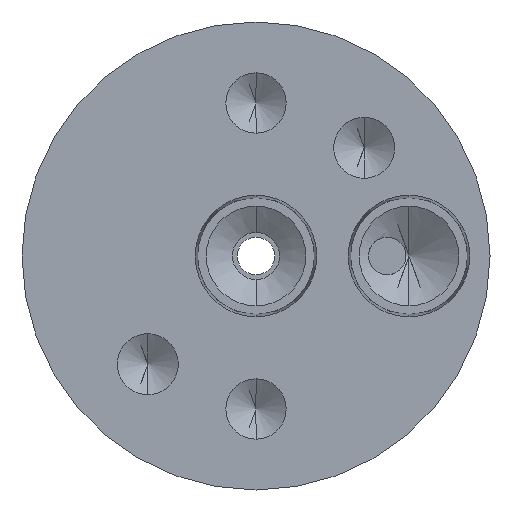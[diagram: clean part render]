
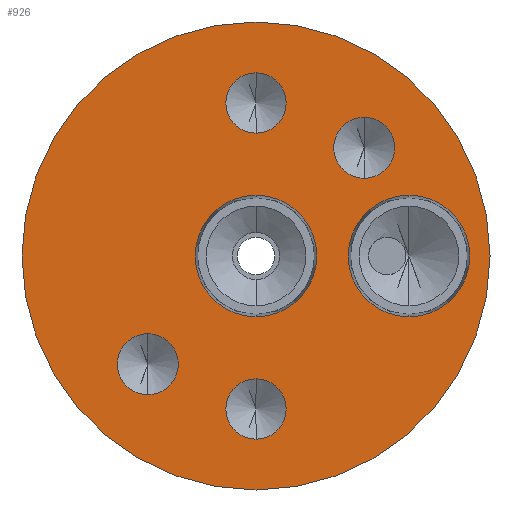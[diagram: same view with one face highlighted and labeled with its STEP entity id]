
A CAD part, front view. The second image highlights one B-rep face of the part: STEP entity #926.
In plain terms, the highlighted planar face has unit normal (0, -1, 0).
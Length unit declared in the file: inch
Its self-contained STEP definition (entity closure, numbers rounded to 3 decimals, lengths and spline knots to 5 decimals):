
#30 = DIRECTION ( 'NONE',  ( 0., -1., 0. ) ) ;
#73 = CIRCLE ( 'NONE', #2401, 0.10156 ) ;
#108 = EDGE_CURVE ( 'NONE', #1203, #2244, #1211, .T. ) ;
#111 = DIRECTION ( 'NONE',  ( 0., 0., -1. ) ) ;
#152 = ORIENTED_EDGE ( 'NONE', *, *, #108, .F. ) ;
#154 = DIRECTION ( 'NONE',  ( 0., -1., 0. ) ) ;
#155 = CARTESIAN_POINT ( 'NONE',  ( 0.51, -0.625, -0.2025 ) ) ;
#220 = DIRECTION ( 'NONE',  ( 0., 0., -1. ) ) ;
#226 = DIRECTION ( 'NONE',  ( 0., -1., 0. ) ) ;
#229 = DIRECTION ( 'NONE',  ( 0., -1., 0. ) ) ;
#232 = ORIENTED_EDGE ( 'NONE', *, *, #1339, .F. ) ;
#243 = CARTESIAN_POINT ( 'NONE',  ( 0., -0.625, 0.4095 ) ) ;
#247 = EDGE_LOOP ( 'NONE', ( #232, #481 ) ) ;
#307 = VERTEX_POINT ( 'NONE', #1809 ) ;
#334 = DIRECTION ( 'NONE',  ( 0., 0., 1. ) ) ;
#347 = ORIENTED_EDGE ( 'NONE', *, *, #1533, .F. ) ;
#366 = EDGE_LOOP ( 'NONE', ( #2155, #2668 ) ) ;
#402 = CARTESIAN_POINT ( 'NONE',  ( 0., -0.625, 0.51 ) ) ;
#425 = CARTESIAN_POINT ( 'NONE',  ( 0.36062, -0.625, 0.46219 ) ) ;
#477 = VERTEX_POINT ( 'NONE', #425 ) ;
#481 = ORIENTED_EDGE ( 'NONE', *, *, #2700, .F. ) ;
#515 = CARTESIAN_POINT ( 'NONE',  ( 0.36062, -0.625, 0.25906 ) ) ;
#546 = AXIS2_PLACEMENT_3D ( 'NONE', #716, #2796, #2035 ) ;
#578 = ORIENTED_EDGE ( 'NONE', *, *, #2830, .F. ) ;
#621 = EDGE_LOOP ( 'NONE', ( #1491, #347 ) ) ;
#643 = ORIENTED_EDGE ( 'NONE', *, *, #2292, .F. ) ;
#664 = CARTESIAN_POINT ( 'NONE',  ( 0., -0.625, -0.51 ) ) ;
#672 = CARTESIAN_POINT ( 'NONE',  ( 0., -0.625, 0.2025 ) ) ;
#687 = DIRECTION ( 'NONE',  ( 0., 0., -1. ) ) ;
#716 = CARTESIAN_POINT ( 'NONE',  ( 0.36062, -0.625, 0.36062 ) ) ;
#806 = EDGE_CURVE ( 'NONE', #1377, #2896, #3253, .T. ) ;
#836 = CARTESIAN_POINT ( 'NONE',  ( 0.36062, -0.625, 0.36062 ) ) ;
#860 = CARTESIAN_POINT ( 'NONE',  ( 0., -0.625, -0.6105 ) ) ;
#882 = EDGE_CURVE ( 'NONE', #2896, #1377, #1999, .T. ) ;
#892 = ORIENTED_EDGE ( 'NONE', *, *, #806, .F. ) ;
#918 = FACE_BOUND ( 'NONE', #621, .T. ) ;
#920 = DIRECTION ( 'NONE',  ( 0., 0., -1. ) ) ;
#926 = ADVANCED_FACE ( 'NONE', ( #918, #1940, #2674, #2981, #1627, #2813, #3019 ), #1764, .T. ) ;
#941 = AXIS2_PLACEMENT_3D ( 'NONE', #2542, #154, #1985 ) ;
#966 = EDGE_CURVE ( 'NONE', #1520, #477, #2212, .T. ) ;
#999 = CARTESIAN_POINT ( 'NONE',  ( -0.36062, -0.625, -0.36062 ) ) ;
#1039 = EDGE_LOOP ( 'NONE', ( #578, #3077 ) ) ;
#1065 = DIRECTION ( 'NONE',  ( 0., 1., 0. ) ) ;
#1154 = EDGE_CURVE ( 'NONE', #2958, #2571, #1193, .T. ) ;
#1156 = DIRECTION ( 'NONE',  ( 0., -1., 0. ) ) ;
#1164 = ORIENTED_EDGE ( 'NONE', *, *, #882, .F. ) ;
#1171 = DIRECTION ( 'NONE',  ( 0., -1., 0. ) ) ;
#1193 = CIRCLE ( 'NONE', #2343, 0.78 ) ;
#1203 = VERTEX_POINT ( 'NONE', #3067 ) ;
#1204 = CARTESIAN_POINT ( 'NONE',  ( 0., -0.625, -0.2025 ) ) ;
#1211 = CIRCLE ( 'NONE', #2730, 0.1005 ) ;
#1216 = CARTESIAN_POINT ( 'NONE',  ( -0.78, -0.625, 0. ) ) ;
#1246 = CARTESIAN_POINT ( 'NONE',  ( 0., -0.625, 0.51 ) ) ;
#1263 = CIRCLE ( 'NONE', #2943, 0.1005 ) ;
#1275 = CARTESIAN_POINT ( 'NONE',  ( 0., -0.625, -0.51 ) ) ;
#1295 = DIRECTION ( 'NONE',  ( 0., -1., 0. ) ) ;
#1321 = AXIS2_PLACEMENT_3D ( 'NONE', #2329, #3167, #2612 ) ;
#1339 = EDGE_CURVE ( 'NONE', #1382, #1997, #2274, .T. ) ;
#1377 = VERTEX_POINT ( 'NONE', #1204 ) ;
#1382 = VERTEX_POINT ( 'NONE', #155 ) ;
#1491 = ORIENTED_EDGE ( 'NONE', *, *, #966, .F. ) ;
#1520 = VERTEX_POINT ( 'NONE', #515 ) ;
#1533 = EDGE_CURVE ( 'NONE', #477, #1520, #73, .T. ) ;
#1545 = AXIS2_PLACEMENT_3D ( 'NONE', #1246, #1295, #3113 ) ;
#1585 = EDGE_CURVE ( 'NONE', #2571, #2958, #1955, .T. ) ;
#1603 = CARTESIAN_POINT ( 'NONE',  ( 0.51, -0.625, 0. ) ) ;
#1627 = FACE_BOUND ( 'NONE', #2768, .T. ) ;
#1664 = CARTESIAN_POINT ( 'NONE',  ( -0.36062, -0.625, -0.46219 ) ) ;
#1668 = CARTESIAN_POINT ( 'NONE',  ( 0., -0.625, 0.6105 ) ) ;
#1682 = AXIS2_PLACEMENT_3D ( 'NONE', #2426, #1156, #3250 ) ;
#1735 = EDGE_LOOP ( 'NONE', ( #643, #3326 ) ) ;
#1742 = DIRECTION ( 'NONE',  ( 0., 1., 0. ) ) ;
#1749 = CIRCLE ( 'NONE', #1848, 0.10156 ) ;
#1764 = PLANE ( 'NONE',  #1945 ) ;
#1809 = CARTESIAN_POINT ( 'NONE',  ( -0.36062, -0.625, -0.25906 ) ) ;
#1811 = CIRCLE ( 'NONE', #1545, 0.1005 ) ;
#1848 = AXIS2_PLACEMENT_3D ( 'NONE', #999, #226, #2024 ) ;
#1892 = CARTESIAN_POINT ( 'NONE',  ( 0., -0.625, 0. ) ) ;
#1940 = FACE_BOUND ( 'NONE', #1735, .T. ) ;
#1945 = AXIS2_PLACEMENT_3D ( 'NONE', #1216, #2743, #687 ) ;
#1955 = CIRCLE ( 'NONE', #2988, 0.78 ) ;
#1966 = CIRCLE ( 'NONE', #1321, 0.2025 ) ;
#1984 = VERTEX_POINT ( 'NONE', #243 ) ;
#1985 = DIRECTION ( 'NONE',  ( 0., 0., -1. ) ) ;
#1997 = VERTEX_POINT ( 'NONE', #2563 ) ;
#1999 = CIRCLE ( 'NONE', #1682, 0.2025 ) ;
#2016 = EDGE_CURVE ( 'NONE', #307, #2512, #1749, .T. ) ;
#2024 = DIRECTION ( 'NONE',  ( 0., 0., -1. ) ) ;
#2035 = DIRECTION ( 'NONE',  ( 0., 0., -1. ) ) ;
#2114 = AXIS2_PLACEMENT_3D ( 'NONE', #1892, #2206, #111 ) ;
#2155 = ORIENTED_EDGE ( 'NONE', *, *, #1585, .F. ) ;
#2206 = DIRECTION ( 'NONE',  ( 0., -1., 0. ) ) ;
#2212 = CIRCLE ( 'NONE', #546, 0.10156 ) ;
#2226 = EDGE_LOOP ( 'NONE', ( #892, #1164 ) ) ;
#2244 = VERTEX_POINT ( 'NONE', #860 ) ;
#2258 = CARTESIAN_POINT ( 'NONE',  ( 0., -0.625, 0. ) ) ;
#2261 = VERTEX_POINT ( 'NONE', #1668 ) ;
#2274 = CIRCLE ( 'NONE', #2462, 0.2025 ) ;
#2292 = EDGE_CURVE ( 'NONE', #2512, #307, #3314, .T. ) ;
#2301 = EDGE_CURVE ( 'NONE', #2261, #1984, #1263, .T. ) ;
#2308 = CIRCLE ( 'NONE', #2900, 0.1005 ) ;
#2318 = DIRECTION ( 'NONE',  ( 0., 0., -1. ) ) ;
#2329 = CARTESIAN_POINT ( 'NONE',  ( 0.51, -0.625, 0. ) ) ;
#2343 = AXIS2_PLACEMENT_3D ( 'NONE', #2258, #1742, #3028 ) ;
#2401 = AXIS2_PLACEMENT_3D ( 'NONE', #836, #30, #2649 ) ;
#2426 = CARTESIAN_POINT ( 'NONE',  ( 0., -0.625, 0. ) ) ;
#2462 = AXIS2_PLACEMENT_3D ( 'NONE', #1603, #229, #3084 ) ;
#2512 = VERTEX_POINT ( 'NONE', #1664 ) ;
#2542 = CARTESIAN_POINT ( 'NONE',  ( -0.36062, -0.625, -0.36062 ) ) ;
#2563 = CARTESIAN_POINT ( 'NONE',  ( 0.51, -0.625, 0.2025 ) ) ;
#2571 = VERTEX_POINT ( 'NONE', #2758 ) ;
#2612 = DIRECTION ( 'NONE',  ( 0., 0., -1. ) ) ;
#2649 = DIRECTION ( 'NONE',  ( 0., 0., -1. ) ) ;
#2668 = ORIENTED_EDGE ( 'NONE', *, *, #1154, .F. ) ;
#2674 = FACE_BOUND ( 'NONE', #247, .T. ) ;
#2700 = EDGE_CURVE ( 'NONE', #1997, #1382, #1966, .T. ) ;
#2730 = AXIS2_PLACEMENT_3D ( 'NONE', #1275, #2865, #2318 ) ;
#2743 = DIRECTION ( 'NONE',  ( 0., -1., 0. ) ) ;
#2758 = CARTESIAN_POINT ( 'NONE',  ( 0., -0.625, 0.78 ) ) ;
#2768 = EDGE_LOOP ( 'NONE', ( #2964, #152 ) ) ;
#2796 = DIRECTION ( 'NONE',  ( 0., -1., 0. ) ) ;
#2813 = FACE_BOUND ( 'NONE', #2226, .T. ) ;
#2830 = EDGE_CURVE ( 'NONE', #1984, #2261, #1811, .T. ) ;
#2865 = DIRECTION ( 'NONE',  ( 0., -1., 0. ) ) ;
#2896 = VERTEX_POINT ( 'NONE', #672 ) ;
#2900 = AXIS2_PLACEMENT_3D ( 'NONE', #664, #1171, #920 ) ;
#2916 = CARTESIAN_POINT ( 'NONE',  ( 0., -0.625, 0. ) ) ;
#2918 = CARTESIAN_POINT ( 'NONE',  ( 0., -0.625, -0.78 ) ) ;
#2943 = AXIS2_PLACEMENT_3D ( 'NONE', #402, #3256, #220 ) ;
#2958 = VERTEX_POINT ( 'NONE', #2918 ) ;
#2964 = ORIENTED_EDGE ( 'NONE', *, *, #3202, .F. ) ;
#2981 = FACE_BOUND ( 'NONE', #1039, .T. ) ;
#2988 = AXIS2_PLACEMENT_3D ( 'NONE', #2916, #1065, #334 ) ;
#3019 = FACE_OUTER_BOUND ( 'NONE', #366, .T. ) ;
#3028 = DIRECTION ( 'NONE',  ( 0., 0., 1. ) ) ;
#3067 = CARTESIAN_POINT ( 'NONE',  ( 0., -0.625, -0.4095 ) ) ;
#3077 = ORIENTED_EDGE ( 'NONE', *, *, #2301, .F. ) ;
#3084 = DIRECTION ( 'NONE',  ( 0., 0., -1. ) ) ;
#3113 = DIRECTION ( 'NONE',  ( 0., 0., -1. ) ) ;
#3167 = DIRECTION ( 'NONE',  ( 0., -1., 0. ) ) ;
#3202 = EDGE_CURVE ( 'NONE', #2244, #1203, #2308, .T. ) ;
#3250 = DIRECTION ( 'NONE',  ( 0., 0., -1. ) ) ;
#3253 = CIRCLE ( 'NONE', #2114, 0.2025 ) ;
#3256 = DIRECTION ( 'NONE',  ( 0., -1., 0. ) ) ;
#3314 = CIRCLE ( 'NONE', #941, 0.10156 ) ;
#3326 = ORIENTED_EDGE ( 'NONE', *, *, #2016, .F. ) ;
